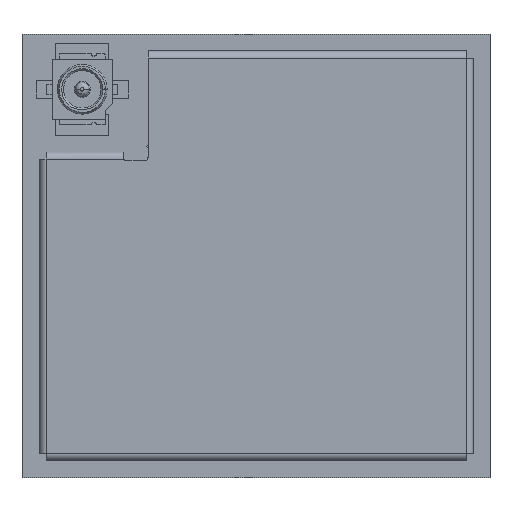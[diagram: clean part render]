
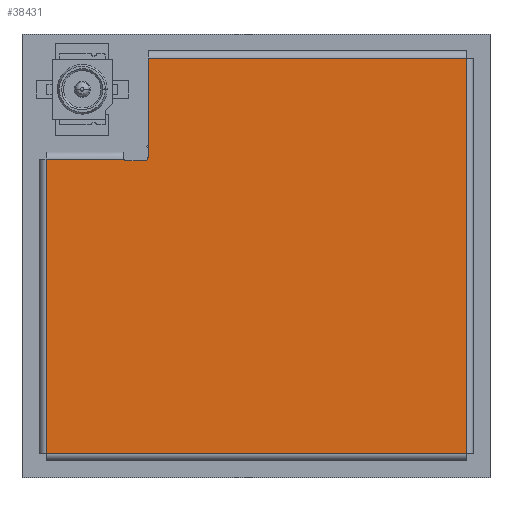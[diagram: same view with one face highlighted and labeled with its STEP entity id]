
A CAD part, top view. The second image highlights one B-rep face of the part: STEP entity #38431.
In plain terms, the highlighted face is planar.
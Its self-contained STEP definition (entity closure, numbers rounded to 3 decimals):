
#1807 = DIRECTION ( 'NONE',  ( 0., 1., 0. ) ) ;
#1849 = ORIENTED_EDGE ( 'NONE', *, *, #16355, .F. ) ;
#1954 = VECTOR ( 'NONE', #58808, 1000. ) ;
#1957 = LINE ( 'NONE', #29610, #34465 ) ;
#3146 = EDGE_CURVE ( 'NONE', #64373, #17691, #59896, .T. ) ;
#4922 = LINE ( 'NONE', #5976, #38046 ) ;
#5014 = EDGE_CURVE ( 'NONE', #24900, #62526, #47343, .T. ) ;
#5976 = CARTESIAN_POINT ( 'NONE',  ( 3.075, 1.6, 0. ) ) ;
#6071 = EDGE_CURVE ( 'NONE', #13817, #24900, #55944, .T. ) ;
#8106 = ORIENTED_EDGE ( 'NONE', *, *, #30158, .F. ) ;
#8645 = VERTEX_POINT ( 'NONE', #36351 ) ;
#9111 = VERTEX_POINT ( 'NONE', #25292 ) ;
#9381 = EDGE_CURVE ( 'NONE', #29217, #8645, #34288, .T. ) ;
#13817 = VERTEX_POINT ( 'NONE', #50744 ) ;
#14005 = FACE_OUTER_BOUND ( 'NONE', #14936, .T. ) ;
#14122 = DIRECTION ( 'NONE',  ( -1., 0., 0. ) ) ;
#14936 = EDGE_LOOP ( 'NONE', ( #1849, #36014, #45136, #38271, #55694, #48515, #8106, #38599, #28163 ) ) ;
#16355 = EDGE_CURVE ( 'NONE', #17691, #52648, #52416, .T. ) ;
#16702 = CARTESIAN_POINT ( 'NONE',  ( 0., 1.6, -10.45 ) ) ;
#16771 = EDGE_CURVE ( 'NONE', #52648, #29217, #4922, .T. ) ;
#17691 = VERTEX_POINT ( 'NONE', #52165 ) ;
#18236 = VECTOR ( 'NONE', #70436, 1000. ) ;
#20383 = CARTESIAN_POINT ( 'NONE',  ( 12.05, 1.6, 0. ) ) ;
#20436 = DIRECTION ( 'NONE',  ( 0., 0., -1. ) ) ;
#22422 = DIRECTION ( 'NONE',  ( 1., 0., 0. ) ) ;
#22814 = EDGE_CURVE ( 'NONE', #62526, #64373, #58259, .T. ) ;
#23292 = VECTOR ( 'NONE', #40744, 1000. ) ;
#23924 = VECTOR ( 'NONE', #22422, 1000. ) ;
#24748 = DIRECTION ( 'NONE',  ( 0., -1., 0. ) ) ;
#24900 = VERTEX_POINT ( 'NONE', #63734 ) ;
#25292 = CARTESIAN_POINT ( 'NONE',  ( 12.05, 1.6, -2.2 ) ) ;
#27375 = VECTOR ( 'NONE', #62441, 1000. ) ;
#28163 = ORIENTED_EDGE ( 'NONE', *, *, #16771, .F. ) ;
#29118 = CARTESIAN_POINT ( 'NONE',  ( 2.975, 1.6, -10.55 ) ) ;
#29217 = VERTEX_POINT ( 'NONE', #55047 ) ;
#29610 = CARTESIAN_POINT ( 'NONE',  ( 0., 1.6, -2.2 ) ) ;
#30158 = EDGE_CURVE ( 'NONE', #8645, #9111, #42378, .T. ) ;
#31251 = AXIS2_PLACEMENT_3D ( 'NONE', #52900, #24748, #20436 ) ;
#31650 = AXIS2_PLACEMENT_3D ( 'NONE', #29118, #1807, #45716 ) ;
#34288 = LINE ( 'NONE', #34635, #23292 ) ;
#34465 = VECTOR ( 'NONE', #14122, 1000. ) ;
#34635 = CARTESIAN_POINT ( 'NONE',  ( 0., 1.6, -13.35 ) ) ;
#36014 = ORIENTED_EDGE ( 'NONE', *, *, #3146, .F. ) ;
#36351 = CARTESIAN_POINT ( 'NONE',  ( 12.05, 1.6, -13.35 ) ) ;
#38046 = VECTOR ( 'NONE', #49885, 1000. ) ;
#38271 = ORIENTED_EDGE ( 'NONE', *, *, #5014, .F. ) ;
#38431 = ADVANCED_FACE ( 'NONE', ( #14005 ), #57562, .F. ) ;
#38599 = ORIENTED_EDGE ( 'NONE', *, *, #9381, .F. ) ;
#40744 = DIRECTION ( 'NONE',  ( 1., 0., 0. ) ) ;
#42378 = LINE ( 'NONE', #20383, #18236 ) ;
#44607 = CARTESIAN_POINT ( 'NONE',  ( 2.388, 1.6, -10.5 ) ) ;
#45136 = ORIENTED_EDGE ( 'NONE', *, *, #22814, .F. ) ;
#45716 = DIRECTION ( 'NONE',  ( 0., 0., -1. ) ) ;
#47343 = LINE ( 'NONE', #69278, #1954 ) ;
#47853 = CARTESIAN_POINT ( 'NONE',  ( 2.475, 1.6, -10.55 ) ) ;
#48515 = ORIENTED_EDGE ( 'NONE', *, *, #67689, .F. ) ;
#49299 = DIRECTION ( 'NONE',  ( 0., 0., -1. ) ) ;
#49885 = DIRECTION ( 'NONE',  ( 0., 0., -1. ) ) ;
#50744 = CARTESIAN_POINT ( 'NONE',  ( 0.2, 1.6, -2.2 ) ) ;
#52165 = CARTESIAN_POINT ( 'NONE',  ( 2.975, 1.6, -10.45 ) ) ;
#52177 = CARTESIAN_POINT ( 'NONE',  ( 2.475, 1.6, -10.45 ) ) ;
#52416 = CIRCLE ( 'NONE', #31650, 0.1 ) ;
#52648 = VERTEX_POINT ( 'NONE', #68877 ) ;
#52900 = CARTESIAN_POINT ( 'NONE',  ( 0., 1.6, 0. ) ) ;
#55047 = CARTESIAN_POINT ( 'NONE',  ( 3.075, 1.6, -13.35 ) ) ;
#55694 = ORIENTED_EDGE ( 'NONE', *, *, #6071, .F. ) ;
#55944 = LINE ( 'NONE', #67792, #27375 ) ;
#57562 = PLANE ( 'NONE',  #31251 ) ;
#58259 = CIRCLE ( 'NONE', #60604, 0.1 ) ;
#58808 = DIRECTION ( 'NONE',  ( 1., 0., 0. ) ) ;
#59896 = LINE ( 'NONE', #16702, #23924 ) ;
#60604 = AXIS2_PLACEMENT_3D ( 'NONE', #47853, #69788, #49299 ) ;
#62441 = DIRECTION ( 'NONE',  ( 0., 0., -1. ) ) ;
#62526 = VERTEX_POINT ( 'NONE', #44607 ) ;
#63734 = CARTESIAN_POINT ( 'NONE',  ( 0.2, 1.6, -10.5 ) ) ;
#64373 = VERTEX_POINT ( 'NONE', #52177 ) ;
#67689 = EDGE_CURVE ( 'NONE', #9111, #13817, #1957, .T. ) ;
#67792 = CARTESIAN_POINT ( 'NONE',  ( 0.2, 1.6, 0. ) ) ;
#68877 = CARTESIAN_POINT ( 'NONE',  ( 3.075, 1.6, -10.55 ) ) ;
#69278 = CARTESIAN_POINT ( 'NONE',  ( 0., 1.6, -10.5 ) ) ;
#69788 = DIRECTION ( 'NONE',  ( 0., 1., 0. ) ) ;
#70436 = DIRECTION ( 'NONE',  ( 0., 0., 1. ) ) ;
